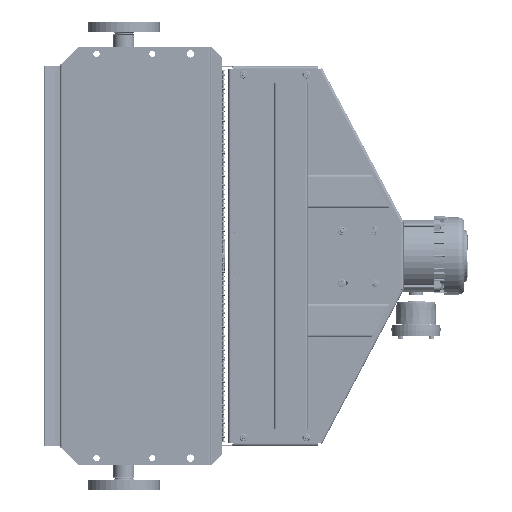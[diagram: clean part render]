
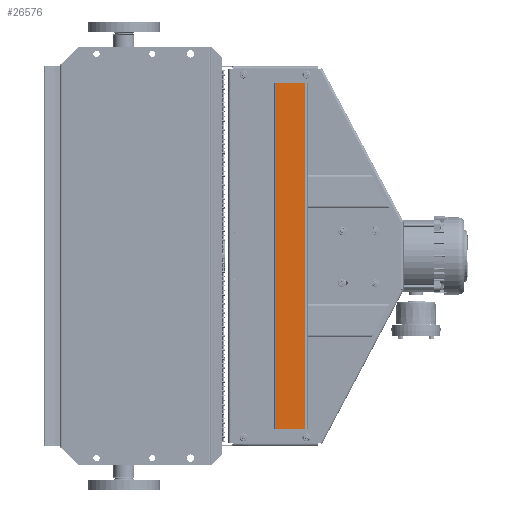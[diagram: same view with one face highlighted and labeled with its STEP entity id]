
A CAD part, front view. The second image highlights one B-rep face of the part: STEP entity #26576.
In plain terms, the highlighted planar face has unit normal (0, -1, 0).
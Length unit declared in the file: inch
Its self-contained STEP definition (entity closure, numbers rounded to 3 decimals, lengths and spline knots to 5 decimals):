
#797 = DIRECTION ( 'NONE',  ( 0., 0., 1. ) ) ;
#8576 = PLANE ( 'NONE',  #174074 ) ;
#9407 = CARTESIAN_POINT ( 'NONE',  ( 13.47456, -6.0049, -15.5 ) ) ;
#13828 = CARTESIAN_POINT ( 'NONE',  ( 13.68456, -6.0049, -15.5 ) ) ;
#18227 = ORIENTED_EDGE ( 'NONE', *, *, #89229, .T. ) ;
#26576 = ADVANCED_FACE ( 'NONE', ( #151278 ), #8576, .F. ) ;
#29025 = VERTEX_POINT ( 'NONE', #177618 ) ;
#29193 = DIRECTION ( 'NONE',  ( 1., 0., 0. ) ) ;
#29741 = EDGE_CURVE ( 'NONE', #73008, #135609, #175768, .T. ) ;
#33154 = VECTOR ( 'NONE', #112915, 39.37008 ) ;
#38901 = EDGE_LOOP ( 'NONE', ( #90928, #66057, #200208, #18227 ) ) ;
#53875 = CARTESIAN_POINT ( 'NONE',  ( 16.26456, -6.0049, 15.5 ) ) ;
#66057 = ORIENTED_EDGE ( 'NONE', *, *, #108219, .F. ) ;
#69374 = EDGE_CURVE ( 'NONE', #110343, #29025, #216419, .T. ) ;
#73008 = VERTEX_POINT ( 'NONE', #117855 ) ;
#89229 = EDGE_CURVE ( 'NONE', #73008, #110343, #175986, .T. ) ;
#90928 = ORIENTED_EDGE ( 'NONE', *, *, #69374, .T. ) ;
#108219 = EDGE_CURVE ( 'NONE', #135609, #29025, #203867, .T. ) ;
#110343 = VERTEX_POINT ( 'NONE', #53875 ) ;
#112915 = DIRECTION ( 'NONE',  ( -1., 0., 0. ) ) ;
#114678 = CARTESIAN_POINT ( 'NONE',  ( 13.47456, -6.0049, 15.5 ) ) ;
#116284 = CARTESIAN_POINT ( 'NONE',  ( 13.47456, -6.0049, -15.5 ) ) ;
#117855 = CARTESIAN_POINT ( 'NONE',  ( 16.26456, -6.0049, -15.5 ) ) ;
#135609 = VERTEX_POINT ( 'NONE', #13828 ) ;
#148173 = DIRECTION ( 'NONE',  ( 0., 1., 0. ) ) ;
#151049 = VECTOR ( 'NONE', #255444, 39.37008 ) ;
#151278 = FACE_OUTER_BOUND ( 'NONE', #38901, .T. ) ;
#174074 = AXIS2_PLACEMENT_3D ( 'NONE', #9407, #148173, #29193 ) ;
#175768 = LINE ( 'NONE', #116284, #222228 ) ;
#175986 = LINE ( 'NONE', #238168, #222421 ) ;
#177618 = CARTESIAN_POINT ( 'NONE',  ( 13.68456, -6.0049, 15.5 ) ) ;
#200208 = ORIENTED_EDGE ( 'NONE', *, *, #29741, .F. ) ;
#203867 = LINE ( 'NONE', #236573, #151049 ) ;
#215020 = DIRECTION ( 'NONE',  ( -1., 0., 0. ) ) ;
#216419 = LINE ( 'NONE', #114678, #33154 ) ;
#222228 = VECTOR ( 'NONE', #215020, 39.37008 ) ;
#222421 = VECTOR ( 'NONE', #797, 39.37008 ) ;
#236573 = CARTESIAN_POINT ( 'NONE',  ( 13.68456, -6.0049, -15.5 ) ) ;
#238168 = CARTESIAN_POINT ( 'NONE',  ( 16.26456, -6.0049, -15.5 ) ) ;
#255444 = DIRECTION ( 'NONE',  ( 0., 0., 1. ) ) ;
